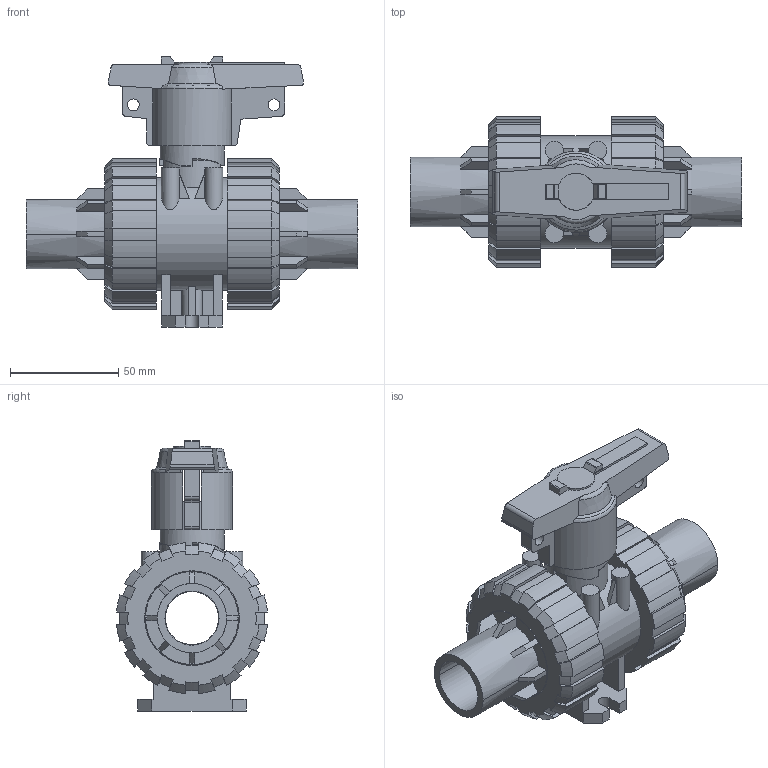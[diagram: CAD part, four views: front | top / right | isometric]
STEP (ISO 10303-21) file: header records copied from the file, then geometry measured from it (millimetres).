
FILE_DESCRIPTION((''),'2;1');
FILE_NAME('PV10053B032.stp','2022-02-14T16:24:32',('RL'),(''),'Autodesk Inventor 2012','Autodesk Inventor 2012','');
FILE_SCHEMA(('AUTOMOTIVE_DESIGN { 1 0 10303 214 1 1 1 1 }'));
Length unit declared in the file: millimetre
Products named in the file (1): PV10053B032
Bounding box: 153.5 x 69.78 x 124.93 mm (x, y, z)
Volume: 308370.3 mm3; surface area: 95752.7 mm2
Topology: 6 solids, 6 shells, 487 faces, 1404 edges, 938 vertices
Faces by surface type: plane 252, cylinder 121, cone 92, bspline 16, torus 6
Full cylindrical faces by diameter (mm): 5.5 x2, 8.4 x4, 25 x1, 30 x1, 43.8 x2, 52 x3
Entity records: 16801 total; most frequent: CARTESIAN_POINT 4277, ORIENTED_EDGE 2764, DIRECTION 2468, EDGE_CURVE 1382, VERTEX_POINT 930, AXIS2_PLACEMENT_3D 878, VECTOR 712, LINE 712
